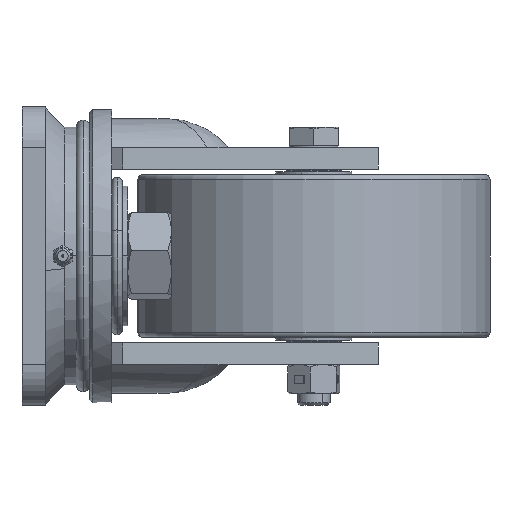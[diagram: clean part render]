
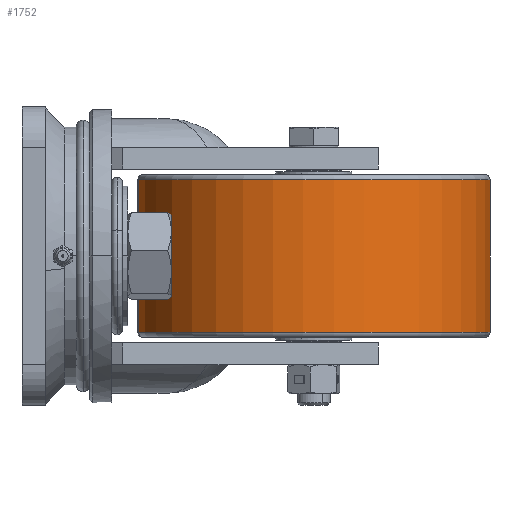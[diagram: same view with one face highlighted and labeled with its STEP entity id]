
A CAD part, left-side view. The second image highlights one B-rep face of the part: STEP entity #1752.
In plain terms, the highlighted cylindrical face has radius 65 mm (diameter 130 mm), a partial arc.
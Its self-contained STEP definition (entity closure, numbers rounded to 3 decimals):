
#55 = DIRECTION ( 'NONE',  ( 0., 0., 1. ) ) ;
#1752 = ADVANCED_FACE ( 'NONE', ( #15122 ), #3754, .T. ) ;
#3052 = LINE ( 'NONE', #4709, #21378 ) ;
#3128 = VERTEX_POINT ( 'NONE', #28754 ) ;
#3754 = CYLINDRICAL_SURFACE ( 'NONE', #17841, 65. ) ;
#4709 = CARTESIAN_POINT ( 'NONE',  ( 57.299, -172.089, 69.595 ) ) ;
#4865 = DIRECTION ( 'NONE',  ( 0., 0., 1. ) ) ;
#7092 = CARTESIAN_POINT ( 'NONE',  ( 50., -107.5, 69.595 ) ) ;
#7414 = EDGE_CURVE ( 'NONE', #3128, #8559, #34421, .T. ) ;
#8559 = VERTEX_POINT ( 'NONE', #34982 ) ;
#10446 = LINE ( 'NONE', #25338, #28429 ) ;
#10929 = CARTESIAN_POINT ( 'NONE',  ( 50., -107.5, 28. ) ) ;
#13619 = VERTEX_POINT ( 'NONE', #34516 ) ;
#14406 = DIRECTION ( 'NONE',  ( -0.112, 0.994, 0. ) ) ;
#15122 = FACE_OUTER_BOUND ( 'NONE', #30338, .T. ) ;
#15702 = DIRECTION ( 'NONE',  ( 0., 0., 1. ) ) ;
#17841 = AXIS2_PLACEMENT_3D ( 'NONE', #7092, #55, #31189 ) ;
#18698 = ORIENTED_EDGE ( 'NONE', *, *, #26736, .T. ) ;
#19330 = EDGE_CURVE ( 'NONE', #8559, #41398, #3052, .T. ) ;
#21378 = VECTOR ( 'NONE', #28453, 1000. ) ;
#22417 = EDGE_CURVE ( 'NONE', #3128, #13619, #10446, .T. ) ;
#23318 = ORIENTED_EDGE ( 'NONE', *, *, #19330, .T. ) ;
#25338 = CARTESIAN_POINT ( 'NONE',  ( 42.701, -42.911, 69.595 ) ) ;
#26736 = EDGE_CURVE ( 'NONE', #41398, #13619, #37287, .T. ) ;
#26796 = ORIENTED_EDGE ( 'NONE', *, *, #7414, .T. ) ;
#26959 = ORIENTED_EDGE ( 'NONE', *, *, #22417, .F. ) ;
#28429 = VECTOR ( 'NONE', #4865, 1000. ) ;
#28453 = DIRECTION ( 'NONE',  ( 0., 0., 1. ) ) ;
#28754 = CARTESIAN_POINT ( 'NONE',  ( 42.701, -42.911, -28. ) ) ;
#30338 = EDGE_LOOP ( 'NONE', ( #26959, #26796, #23318, #18698 ) ) ;
#31189 = DIRECTION ( 'NONE',  ( 0.112, -0.994, 0. ) ) ;
#34416 = DIRECTION ( 'NONE',  ( 0., 0., -1. ) ) ;
#34421 = CIRCLE ( 'NONE', #39144, 65. ) ;
#34516 = CARTESIAN_POINT ( 'NONE',  ( 42.701, -42.911, 28. ) ) ;
#34982 = CARTESIAN_POINT ( 'NONE',  ( 57.299, -172.089, -28. ) ) ;
#35637 = CARTESIAN_POINT ( 'NONE',  ( 50., -107.5, -28. ) ) ;
#37287 = CIRCLE ( 'NONE', #40070, 65. ) ;
#38962 = DIRECTION ( 'NONE',  ( 0.112, -0.994, 0. ) ) ;
#39144 = AXIS2_PLACEMENT_3D ( 'NONE', #35637, #15702, #38962 ) ;
#40070 = AXIS2_PLACEMENT_3D ( 'NONE', #10929, #34416, #14406 ) ;
#41398 = VERTEX_POINT ( 'NONE', #42447 ) ;
#42447 = CARTESIAN_POINT ( 'NONE',  ( 57.299, -172.089, 28. ) ) ;
